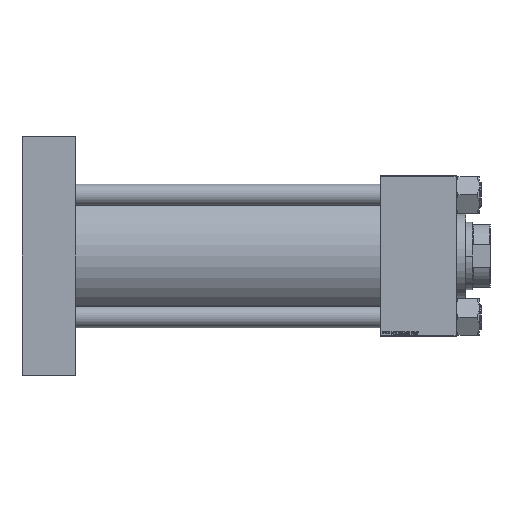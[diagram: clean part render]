
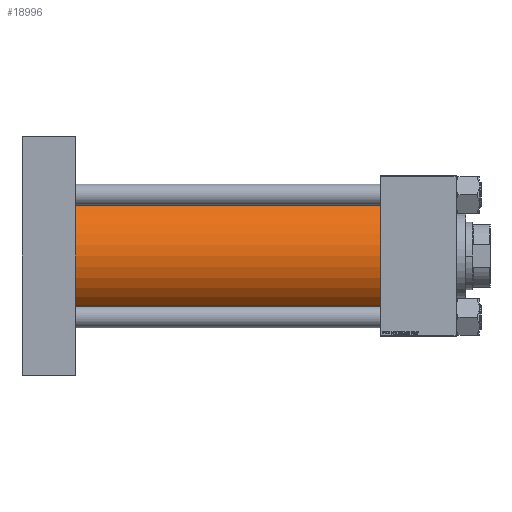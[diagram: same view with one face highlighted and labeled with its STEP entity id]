
A CAD part, front view. The second image highlights one B-rep face of the part: STEP entity #18996.
In plain terms, the highlighted cylindrical face has radius 65.5 mm (diameter 131 mm), a partial arc.
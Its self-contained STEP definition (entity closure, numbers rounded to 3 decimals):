
#3294 = CARTESIAN_POINT ( 'NONE',  ( 369., 0., 0. ) ) ;
#5385 = CARTESIAN_POINT ( 'NONE',  ( 55., 0., 0. ) ) ;
#5770 = ORIENTED_EDGE ( 'NONE', *, *, #33452, .T. ) ;
#5810 = EDGE_LOOP ( 'NONE', ( #37979, #49119, #27716, #5770 ) ) ;
#5921 = CIRCLE ( 'NONE', #44196, 65.5 ) ;
#7381 = AXIS2_PLACEMENT_3D ( 'NONE', #28218, #52671, #28485 ) ;
#7796 = LINE ( 'NONE', #35747, #37116 ) ;
#12055 = VERTEX_POINT ( 'NONE', #33424 ) ;
#12212 = EDGE_CURVE ( 'NONE', #24244, #12055, #36080, .T. ) ;
#12248 = AXIS2_PLACEMENT_3D ( 'NONE', #3294, #39240, #39506 ) ;
#14739 = CARTESIAN_POINT ( 'NONE',  ( 55., 0., 65.5 ) ) ;
#15696 = CYLINDRICAL_SURFACE ( 'NONE', #7381, 65.5 ) ;
#17448 = EDGE_CURVE ( 'NONE', #24244, #37968, #7796, .T. ) ;
#18209 = VERTEX_POINT ( 'NONE', #44603 ) ;
#18996 = ADVANCED_FACE ( 'NONE', ( #35923 ), #15696, .T. ) ;
#22962 = LINE ( 'NONE', #38418, #40700 ) ;
#24244 = VERTEX_POINT ( 'NONE', #28530 ) ;
#27592 = EDGE_CURVE ( 'NONE', #12055, #18209, #22962, .T. ) ;
#27716 = ORIENTED_EDGE ( 'NONE', *, *, #17448, .T. ) ;
#28218 = CARTESIAN_POINT ( 'NONE',  ( 369., 0., 0. ) ) ;
#28485 = DIRECTION ( 'NONE',  ( 0., 0., 1. ) ) ;
#28530 = CARTESIAN_POINT ( 'NONE',  ( 369., 0., 65.5 ) ) ;
#33424 = CARTESIAN_POINT ( 'NONE',  ( 369., 0., -65.5 ) ) ;
#33452 = EDGE_CURVE ( 'NONE', #37968, #18209, #5921, .T. ) ;
#34426 = DIRECTION ( 'NONE',  ( -1., 0., 0. ) ) ;
#34950 = DIRECTION ( 'NONE',  ( -1., 0., 0. ) ) ;
#35747 = CARTESIAN_POINT ( 'NONE',  ( 369., 0., 65.5 ) ) ;
#35923 = FACE_OUTER_BOUND ( 'NONE', #5810, .T. ) ;
#36080 = CIRCLE ( 'NONE', #12248, 65.5 ) ;
#37116 = VECTOR ( 'NONE', #34950, 1000. ) ;
#37968 = VERTEX_POINT ( 'NONE', #14739 ) ;
#37979 = ORIENTED_EDGE ( 'NONE', *, *, #27592, .F. ) ;
#38418 = CARTESIAN_POINT ( 'NONE',  ( 369., 0., -65.5 ) ) ;
#39240 = DIRECTION ( 'NONE',  ( 1., 0., 0. ) ) ;
#39506 = DIRECTION ( 'NONE',  ( 0., 0., -1. ) ) ;
#40700 = VECTOR ( 'NONE', #34426, 1000. ) ;
#42119 = DIRECTION ( 'NONE',  ( 0., 0., 1. ) ) ;
#42376 = DIRECTION ( 'NONE',  ( 1., 0., 0. ) ) ;
#44196 = AXIS2_PLACEMENT_3D ( 'NONE', #5385, #42376, #42119 ) ;
#44603 = CARTESIAN_POINT ( 'NONE',  ( 55., 0., -65.5 ) ) ;
#49119 = ORIENTED_EDGE ( 'NONE', *, *, #12212, .F. ) ;
#52671 = DIRECTION ( 'NONE',  ( -1., 0., 0. ) ) ;
